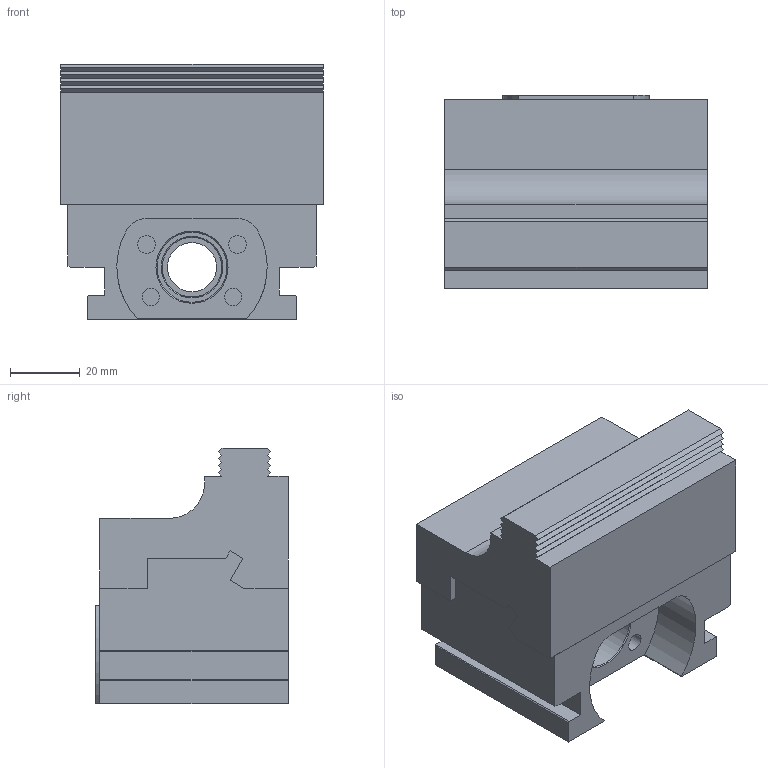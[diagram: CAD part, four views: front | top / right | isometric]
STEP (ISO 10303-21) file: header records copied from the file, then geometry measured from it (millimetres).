
FILE_DESCRIPTION((''),'2;1');
FILE_NAME('ETAU-EROWA-ITS148-MOVE1.stp','2015-12-01T18:12:55',(''),(''),'STEP Write','Mastercam X9 ... CNC Software, Inc.','');
FILE_SCHEMA(('AUTOMOTIVE_DESIGN'));
Length unit declared in the file: millimetre
Products named in the file (1): None
Bounding box: 75 x 55.15 x 73 mm (x, y, z)
Volume: 197290.2 mm3; surface area: 50644.4 mm2
Topology: 7 solids, 7 shells, 171 faces, 421 edges, 280 vertices
Faces by surface type: plane 123, cylinder 36, cone 10, bspline 2
Full cylindrical faces by diameter (mm): 5 x4, 6 x4, 7 x4, 10 x4, 11 x4, 14 x1, 17 x1, 20 x3
Entity records: 6580 total; most frequent: CARTESIAN_POINT 2577, DIRECTION 801, ORIENTED_EDGE 756, EDGE_CURVE 378, VECTOR 287, LINE 287, VERTEX_POINT 272, AXIS2_PLACEMENT_3D 257
